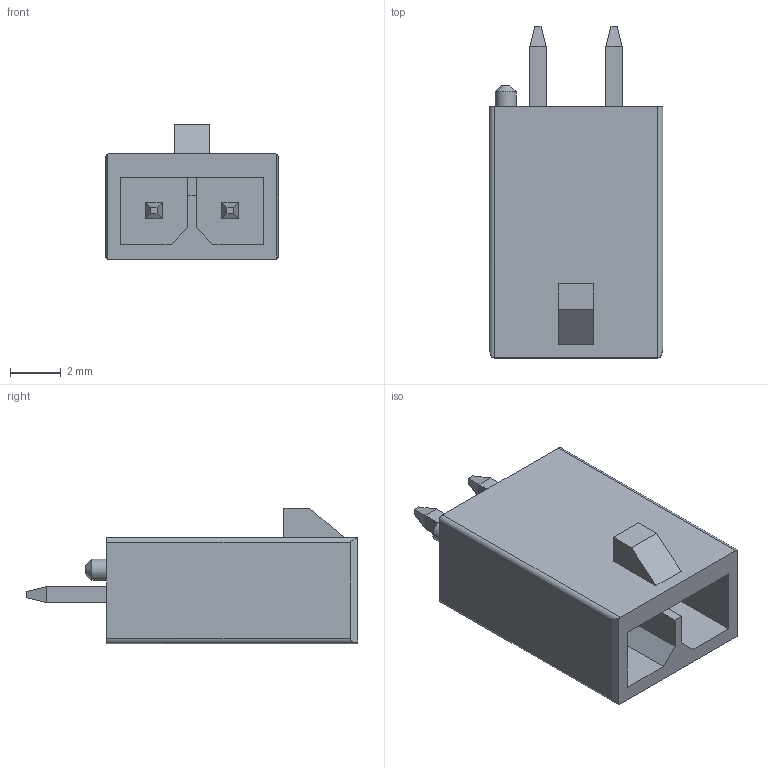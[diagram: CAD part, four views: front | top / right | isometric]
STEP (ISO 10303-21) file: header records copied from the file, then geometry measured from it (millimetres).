
FILE_DESCRIPTION(/* description */ (''),/* implementation_level */ '2;1');
FILE_NAME(/* name */ '2165711002wbm000_02_214.stp',/* time_stamp */ '2022-10-18T13:40:38+08:00',/* author */ (''),/* organization */ (''),/* preprocessor_version */ 'ST-DEVELOPER v16.7',/* originating_system */ 'SIEMENS PLM Software NX 1919',/* authorisation */ '');
FILE_SCHEMA (('AUTOMOTIVE_DESIGN { 1 0 10303 214 3 1 1 1 }'));
Length unit declared in the file: millimetre
Products named in the file (1): 2165711002wbm000_02
Bounding box: 6.85 x 13.09 x 5.33 mm (x, y, z)
Volume: 200.5 mm3; surface area: 444.3 mm2
Topology: 1 solids, 1 shells, 69 faces, 164 edges, 104 vertices
Faces by surface type: plane 63, cylinder 5, cone 1
Full cylindrical faces by diameter (mm): 0.83 x1
Entity records: 1950 total; most frequent: CARTESIAN_POINT 334, ORIENTED_EDGE 322, DIRECTION 316, EDGE_CURVE 161, LINE 146, VECTOR 146, VERTEX_POINT 103, AXIS2_PLACEMENT_3D 85
